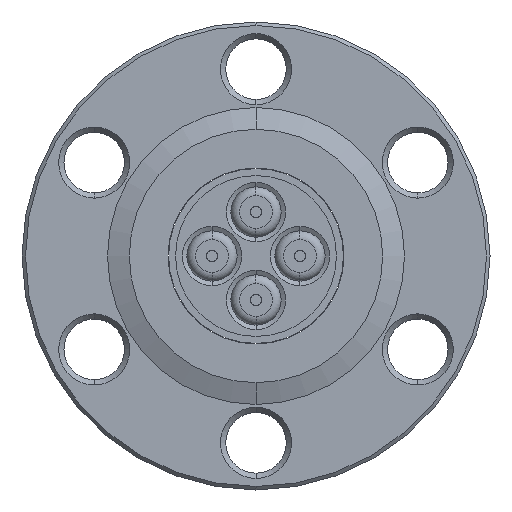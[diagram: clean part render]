
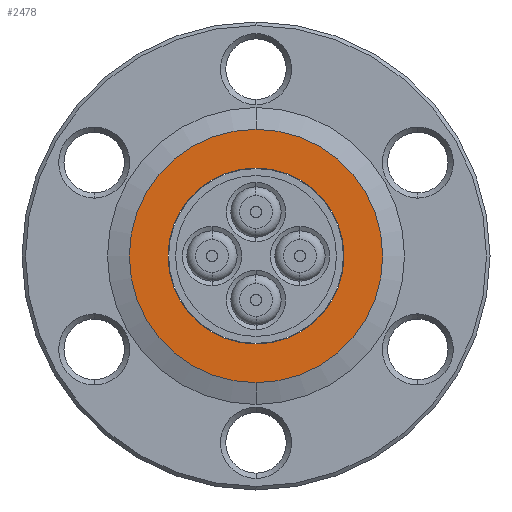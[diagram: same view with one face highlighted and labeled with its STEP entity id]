
A CAD part, left-side view. The second image highlights one B-rep face of the part: STEP entity #2478.
In plain terms, the highlighted planar face has unit normal (-1, 0, 0).
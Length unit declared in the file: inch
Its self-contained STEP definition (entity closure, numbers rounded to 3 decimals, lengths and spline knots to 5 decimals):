
#2059 = CARTESIAN_POINT ( 'NONE',  ( 0.051, 0., 0.25 ) ) ;
#2204 = EDGE_CURVE ( 'NONE', #2299, #2294, #3428, .T. ) ;
#2294 = VERTEX_POINT ( 'NONE', #2059 ) ;
#2299 = VERTEX_POINT ( 'NONE', #3510 ) ;
#2347 = EDGE_CURVE ( 'NONE', #2294, #2299, #3566, .T. ) ;
#2348 = ORIENTED_EDGE ( 'NONE', *, *, #2204, .F. ) ;
#2349 = EDGE_LOOP ( 'NONE', ( #2359, #2360 ) ) ;
#2359 = ORIENTED_EDGE ( 'NONE', *, *, #2495, .F. ) ;
#2360 = ORIENTED_EDGE ( 'NONE', *, *, #2662, .F. ) ;
#2389 = VERTEX_POINT ( 'NONE', #3601 ) ;
#2390 = VERTEX_POINT ( 'NONE', #3602 ) ;
#2450 = EDGE_LOOP ( 'NONE', ( #2451, #2348 ) ) ;
#2451 = ORIENTED_EDGE ( 'NONE', *, *, #2347, .F. ) ;
#2478 = ADVANCED_FACE ( 'NONE', ( #3825, #3824 ), #3823, .F. ) ;
#2495 = EDGE_CURVE ( 'NONE', #2389, #2390, #3805, .T. ) ;
#2662 = EDGE_CURVE ( 'NONE', #2390, #2389, #4097, .T. ) ;
#3420 = DIRECTION ( 'NONE',  ( 0., 0., 1. ) ) ;
#3421 = DIRECTION ( 'NONE',  ( -1., 0., 0. ) ) ;
#3422 = CARTESIAN_POINT ( 'NONE',  ( 0.051, 0., 0. ) ) ;
#3423 = AXIS2_PLACEMENT_3D ( 'NONE', #3422, #3421, #3420 ) ;
#3428 = CIRCLE ( 'NONE', #3423, 0.25 ) ;
#3510 = CARTESIAN_POINT ( 'NONE',  ( 0.051, 0., -0.25 ) ) ;
#3558 = DIRECTION ( 'NONE',  ( -1., 0., 0. ) ) ;
#3559 = CARTESIAN_POINT ( 'NONE',  ( 0.051, 0., 0. ) ) ;
#3560 = AXIS2_PLACEMENT_3D ( 'NONE', #3559, #3558, #3574 ) ;
#3566 = CIRCLE ( 'NONE', #3560, 0.25 ) ;
#3574 = DIRECTION ( 'NONE',  ( 0., 0., 1. ) ) ;
#3601 = CARTESIAN_POINT ( 'NONE',  ( 0.051, 0., 0.36 ) ) ;
#3602 = CARTESIAN_POINT ( 'NONE',  ( 0.051, 0., -0.36 ) ) ;
#3771 = DIRECTION ( 'NONE',  ( 0., 0., -1. ) ) ;
#3772 = DIRECTION ( 'NONE',  ( 1., 0., 0. ) ) ;
#3773 = AXIS2_PLACEMENT_3D ( 'NONE', #3822, #3772, #3771 ) ;
#3805 = CIRCLE ( 'NONE', #3851, 0.36 ) ;
#3822 = CARTESIAN_POINT ( 'NONE',  ( 0.051, 0., 0. ) ) ;
#3823 = PLANE ( 'NONE',  #3773 ) ;
#3824 = FACE_OUTER_BOUND ( 'NONE', #2349, .T. ) ;
#3825 = FACE_BOUND ( 'NONE', #2450, .T. ) ;
#3848 = DIRECTION ( 'NONE',  ( 0., 0., -1. ) ) ;
#3849 = DIRECTION ( 'NONE',  ( 1., 0., 0. ) ) ;
#3850 = CARTESIAN_POINT ( 'NONE',  ( 0.051, 0., 0. ) ) ;
#3851 = AXIS2_PLACEMENT_3D ( 'NONE', #3850, #3849, #3848 ) ;
#4091 = DIRECTION ( 'NONE',  ( 0., 0., -1. ) ) ;
#4094 = DIRECTION ( 'NONE',  ( 1., 0., 0. ) ) ;
#4095 = CARTESIAN_POINT ( 'NONE',  ( 0.051, 0., 0. ) ) ;
#4096 = AXIS2_PLACEMENT_3D ( 'NONE', #4095, #4094, #4091 ) ;
#4097 = CIRCLE ( 'NONE', #4096, 0.36 ) ;
